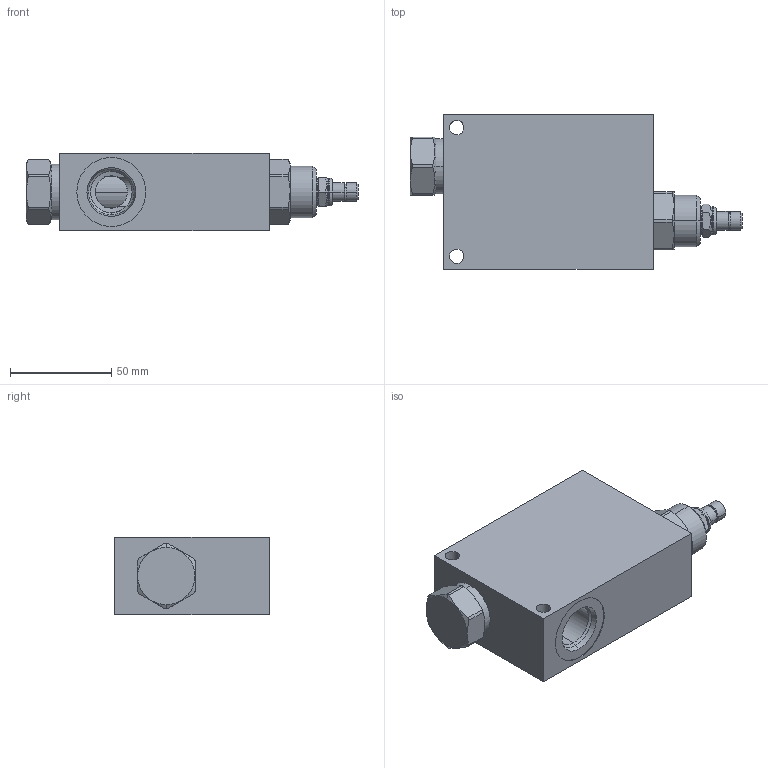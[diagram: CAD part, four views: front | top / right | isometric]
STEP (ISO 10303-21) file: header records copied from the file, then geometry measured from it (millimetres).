
FILE_DESCRIPTION((''),'2;1');
FILE_NAME('MANIFOLD_STP1_ASM','2015-01-23T',('Administrator'),(''),'PRO/ENGINEER BY PARAMETRIC TECHNOLOGY CORPORATION, 2006240','PRO/ENGINEER BY PARAMETRIC TECHNOLOGY CORPORATION, 2006240','');
FILE_SCHEMA(('CONFIG_CONTROL_DESIGN'));
Length unit declared in the file: inch
Products named in the file (3): 150028007G_PRT; ASMNAME_CART_PRT; MANIFOLD_STP1_ASM
Assembly tree (2 placements, depth 2):
  MANIFOLD_STP1_ASM
    150028007G_PRT
    ASMNAME_CART_PRT
Bounding box: 163.65 x 76.2 x 38.1 mm (x, y, z)
Surface area: 68700.9 mm2 (no closed solid volume)
Topology: 0 solids, 15 shells, 381 faces, 886 edges, 542 vertices
Faces by surface type: cylinder 156, cone 88, plane 70, torus 67
Entity records: 12157 total; most frequent: CARTESIAN_POINT 3125, DIRECTION 2085, ORIENTED_EDGE 1740, AXIS2_PLACEMENT_3D 907, EDGE_CURVE 882, VERTEX_POINT 542, CIRCLE 521, EDGE_LOOP 431
